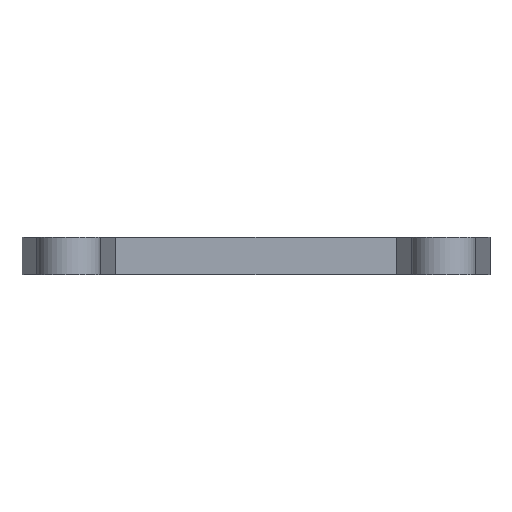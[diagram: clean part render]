
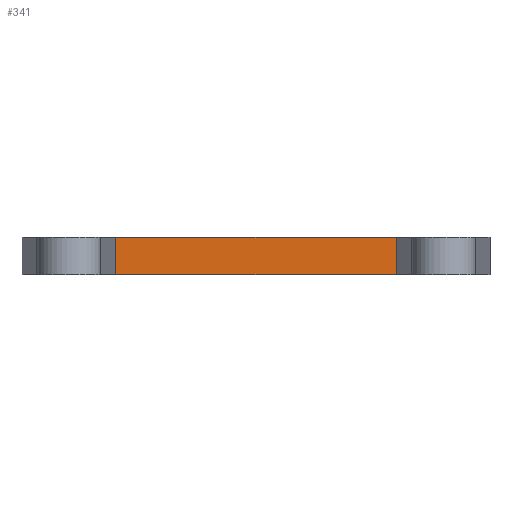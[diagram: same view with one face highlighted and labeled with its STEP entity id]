
A CAD part, front view. The second image highlights one B-rep face of the part: STEP entity #341.
In plain terms, the highlighted planar face has unit normal (0, -1, 0).
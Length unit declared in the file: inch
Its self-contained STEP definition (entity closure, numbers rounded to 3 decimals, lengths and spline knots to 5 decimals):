
#12 = VERTEX_POINT ( 'NONE', #466 ) ;
#22 = VERTEX_POINT ( 'NONE', #566 ) ;
#24 = EDGE_CURVE ( 'NONE', #22, #25, #584, .T. ) ;
#25 = VERTEX_POINT ( 'NONE', #597 ) ;
#260 = EDGE_CURVE ( 'NONE', #22, #264, #921, .T. ) ;
#261 = ORIENTED_EDGE ( 'NONE', *, *, #383, .T. ) ;
#264 = VERTEX_POINT ( 'NONE', #1056 ) ;
#319 = ORIENTED_EDGE ( 'NONE', *, *, #24, .F. ) ;
#320 = ORIENTED_EDGE ( 'NONE', *, *, #260, .T. ) ;
#327 = ORIENTED_EDGE ( 'NONE', *, *, #328, .F. ) ;
#328 = EDGE_CURVE ( 'NONE', #25, #12, #1191, .T. ) ;
#341 = ADVANCED_FACE ( 'NONE', ( #1150 ), #1462, .F. ) ;
#342 = EDGE_LOOP ( 'NONE', ( #261, #327, #319, #320 ) ) ;
#383 = EDGE_CURVE ( 'NONE', #264, #12, #1551, .T. ) ;
#466 = CARTESIAN_POINT ( 'NONE',  ( 0.075, 0.15, 0. ) ) ;
#566 = CARTESIAN_POINT ( 'NONE',  ( -0.075, 0.15, 0.02 ) ) ;
#582 = VECTOR ( 'NONE', #585, 39.37008 ) ;
#583 = CARTESIAN_POINT ( 'NONE',  ( 0.075, 0.15, 0.02 ) ) ;
#584 = LINE ( 'NONE', #583, #582 ) ;
#585 = DIRECTION ( 'NONE',  ( 1., 0., 0. ) ) ;
#597 = CARTESIAN_POINT ( 'NONE',  ( 0.075, 0.15, 0.02 ) ) ;
#918 = DIRECTION ( 'NONE',  ( 0., 0., -1. ) ) ;
#919 = VECTOR ( 'NONE', #918, 39.37008 ) ;
#920 = CARTESIAN_POINT ( 'NONE',  ( -0.075, 0.15, 0.02 ) ) ;
#921 = LINE ( 'NONE', #920, #919 ) ;
#1056 = CARTESIAN_POINT ( 'NONE',  ( -0.075, 0.15, 0. ) ) ;
#1150 = FACE_OUTER_BOUND ( 'NONE', #342, .T. ) ;
#1188 = DIRECTION ( 'NONE',  ( 0., 0., -1. ) ) ;
#1189 = VECTOR ( 'NONE', #1188, 39.37008 ) ;
#1190 = CARTESIAN_POINT ( 'NONE',  ( 0.075, 0.15, 0.02 ) ) ;
#1191 = LINE ( 'NONE', #1190, #1189 ) ;
#1456 = DIRECTION ( 'NONE',  ( 0., 0., 1. ) ) ;
#1457 = DIRECTION ( 'NONE',  ( 0., 1., 0. ) ) ;
#1458 = CARTESIAN_POINT ( 'NONE',  ( 0.075, 0.15, 0.02 ) ) ;
#1459 = AXIS2_PLACEMENT_3D ( 'NONE', #1458, #1457, #1456 ) ;
#1462 = PLANE ( 'NONE',  #1459 ) ;
#1548 = DIRECTION ( 'NONE',  ( 1., 0., 0. ) ) ;
#1549 = VECTOR ( 'NONE', #1548, 39.37008 ) ;
#1550 = CARTESIAN_POINT ( 'NONE',  ( 0.075, 0.15, 0. ) ) ;
#1551 = LINE ( 'NONE', #1550, #1549 ) ;
